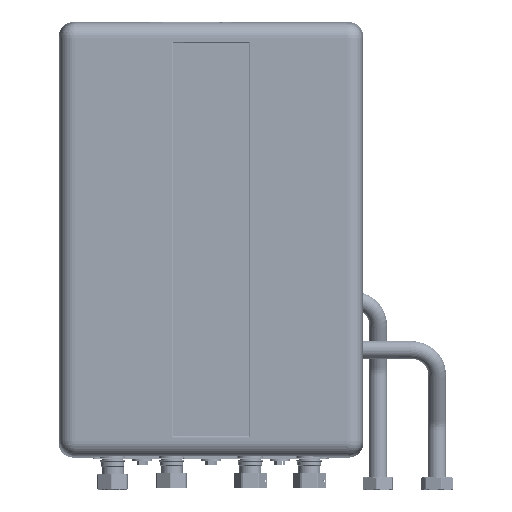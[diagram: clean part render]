
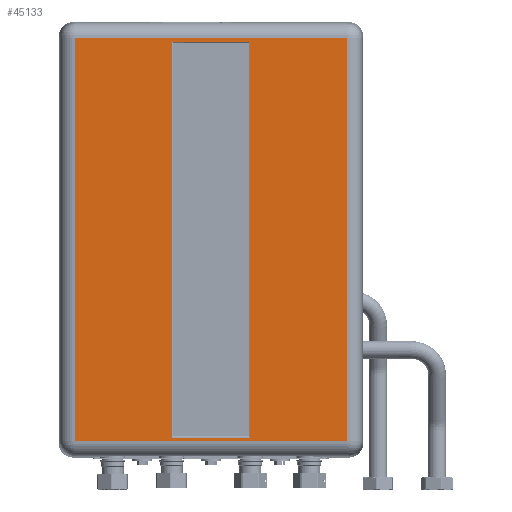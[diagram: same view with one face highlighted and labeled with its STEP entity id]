
A CAD part, top view. The second image highlights one B-rep face of the part: STEP entity #45133.
In plain terms, the highlighted planar face has unit normal (0, 0, 1).
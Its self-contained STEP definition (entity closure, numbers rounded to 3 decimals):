
#1819 = CARTESIAN_POINT ( 'NONE',  ( 138.686, 441.298, 130. ) ) ;
#1985 = CARTESIAN_POINT ( 'NONE',  ( -38.25, 20., 130. ) ) ;
#2086 = EDGE_CURVE ( 'NONE', #83847, #186623, #195082, .T. ) ;
#3222 = ORIENTED_EDGE ( 'NONE', *, *, #148524, .T. ) ;
#6424 = ORIENTED_EDGE ( 'NONE', *, *, #240382, .T. ) ;
#17248 = CARTESIAN_POINT ( 'NONE',  ( 0., 0., 130. ) ) ;
#18365 = DIRECTION ( 'NONE',  ( 1., 0., 0. ) ) ;
#22017 = LINE ( 'NONE', #1985, #262775 ) ;
#22090 = VERTEX_POINT ( 'NONE', #36106 ) ;
#23665 = VERTEX_POINT ( 'NONE', #54145 ) ;
#28734 = ORIENTED_EDGE ( 'NONE', *, *, #2086, .T. ) ;
#30053 = VERTEX_POINT ( 'NONE', #100744 ) ;
#32182 = EDGE_CURVE ( 'NONE', #117452, #83847, #147989, .T. ) ;
#36106 = CARTESIAN_POINT ( 'NONE',  ( -39.75, 423., 130. ) ) ;
#37378 = FACE_BOUND ( 'NONE', #61110, .T. ) ;
#41914 = LINE ( 'NONE', #1819, #148413 ) ;
#44552 = VECTOR ( 'NONE', #102641, 1000. ) ;
#45133 = ADVANCED_FACE ( 'NONE', ( #37378, #100046 ), #114837, .T. ) ;
#54145 = CARTESIAN_POINT ( 'NONE',  ( 138.686, 16.314, 130. ) ) ;
#61110 = EDGE_LOOP ( 'NONE', ( #6424, #198711, #98753, #3222 ) ) ;
#70811 = DIRECTION ( 'NONE',  ( 0., -1., 0. ) ) ;
#78315 = LINE ( 'NONE', #118478, #164170 ) ;
#78442 = ORIENTED_EDGE ( 'NONE', *, *, #201183, .T. ) ;
#83847 = VERTEX_POINT ( 'NONE', #255475 ) ;
#98722 = DIRECTION ( 'NONE',  ( 0., 0., 1. ) ) ;
#98753 = ORIENTED_EDGE ( 'NONE', *, *, #165546, .T. ) ;
#100046 = FACE_OUTER_BOUND ( 'NONE', #100599, .T. ) ;
#100599 = EDGE_LOOP ( 'NONE', ( #178564, #28734, #78442, #122261 ) ) ;
#100744 = CARTESIAN_POINT ( 'NONE',  ( -39.75, 20., 130. ) ) ;
#102641 = DIRECTION ( 'NONE',  ( -1., 0., 0. ) ) ;
#114837 = PLANE ( 'NONE',  #225491 ) ;
#117452 = VERTEX_POINT ( 'NONE', #182059 ) ;
#118478 = CARTESIAN_POINT ( 'NONE',  ( 38.25, 423., 130. ) ) ;
#118579 = LINE ( 'NONE', #198785, #242986 ) ;
#121264 = LINE ( 'NONE', #162615, #249134 ) ;
#122261 = ORIENTED_EDGE ( 'NONE', *, *, #168912, .T. ) ;
#126002 = DIRECTION ( 'NONE',  ( 0., 1., 0. ) ) ;
#136442 = CARTESIAN_POINT ( 'NONE',  ( 39.75, 20., 130. ) ) ;
#138669 = DIRECTION ( 'NONE',  ( 0., -1., 0. ) ) ;
#145717 = EDGE_CURVE ( 'NONE', #213366, #196174, #121264, .T. ) ;
#147989 = LINE ( 'NONE', #229424, #44552 ) ;
#148413 = VECTOR ( 'NONE', #126002, 1000. ) ;
#148524 = EDGE_CURVE ( 'NONE', #30053, #22090, #189009, .T. ) ;
#162615 = CARTESIAN_POINT ( 'NONE',  ( 39.75, 21.5, 130. ) ) ;
#164170 = VECTOR ( 'NONE', #243864, 1000. ) ;
#164239 = VECTOR ( 'NONE', #70811, 1000. ) ;
#165546 = EDGE_CURVE ( 'NONE', #196174, #30053, #22017, .T. ) ;
#168912 = EDGE_CURVE ( 'NONE', #23665, #117452, #41914, .T. ) ;
#176326 = DIRECTION ( 'NONE',  ( 1., 0., 0. ) ) ;
#178464 = CARTESIAN_POINT ( 'NONE',  ( 39.75, 423., 130. ) ) ;
#178564 = ORIENTED_EDGE ( 'NONE', *, *, #32182, .T. ) ;
#182059 = CARTESIAN_POINT ( 'NONE',  ( 138.686, 426.686, 130. ) ) ;
#186623 = VERTEX_POINT ( 'NONE', #259760 ) ;
#187675 = DIRECTION ( 'NONE',  ( 0., 1., 0. ) ) ;
#189009 = LINE ( 'NONE', #246364, #198743 ) ;
#195082 = LINE ( 'NONE', #253759, #164239 ) ;
#196174 = VERTEX_POINT ( 'NONE', #136442 ) ;
#198711 = ORIENTED_EDGE ( 'NONE', *, *, #145717, .T. ) ;
#198743 = VECTOR ( 'NONE', #187675, 1000. ) ;
#198785 = CARTESIAN_POINT ( 'NONE',  ( 153.298, 16.314, 130. ) ) ;
#201183 = EDGE_CURVE ( 'NONE', #186623, #23665, #118579, .T. ) ;
#213366 = VERTEX_POINT ( 'NONE', #178464 ) ;
#225491 = AXIS2_PLACEMENT_3D ( 'NONE', #17248, #98722, #176326 ) ;
#226250 = DIRECTION ( 'NONE',  ( -1., 0., 0. ) ) ;
#229424 = CARTESIAN_POINT ( 'NONE',  ( -153.298, 426.686, 130. ) ) ;
#240382 = EDGE_CURVE ( 'NONE', #22090, #213366, #78315, .T. ) ;
#242986 = VECTOR ( 'NONE', #18365, 1000. ) ;
#243864 = DIRECTION ( 'NONE',  ( 1., 0., 0. ) ) ;
#246364 = CARTESIAN_POINT ( 'NONE',  ( -39.75, 421.5, 130. ) ) ;
#249134 = VECTOR ( 'NONE', #138669, 1000. ) ;
#253759 = CARTESIAN_POINT ( 'NONE',  ( -138.686, 1.702, 130. ) ) ;
#255475 = CARTESIAN_POINT ( 'NONE',  ( -138.686, 426.686, 130. ) ) ;
#259760 = CARTESIAN_POINT ( 'NONE',  ( -138.686, 16.314, 130. ) ) ;
#262775 = VECTOR ( 'NONE', #226250, 1000. ) ;
